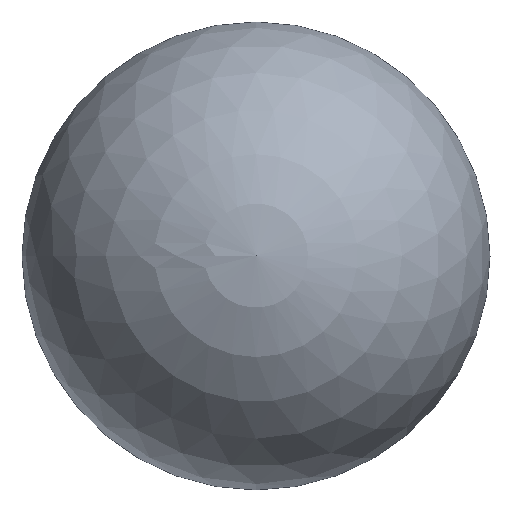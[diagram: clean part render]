
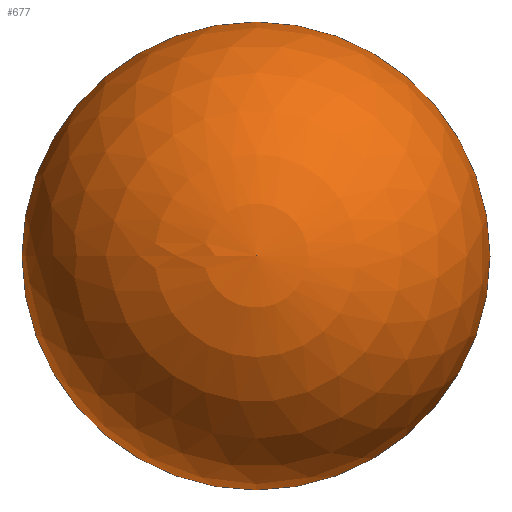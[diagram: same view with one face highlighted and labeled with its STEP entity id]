
A CAD part, top view. The second image highlights one B-rep face of the part: STEP entity #677.
In plain terms, the highlighted spherical face has radius 50 mm.
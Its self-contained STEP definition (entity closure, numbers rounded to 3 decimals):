
#18=SPHERICAL_SURFACE('',#1084,50.);
#20=FACE_OUTER_BOUND('',#22,.T.);
#22=EDGE_LOOP('',(#671,#672,#673,#674));
#407=VERTEX_POINT('',#2145);
#408=VERTEX_POINT('',#2146);
#409=VERTEX_POINT('',#2148);
#539=EDGE_CURVE('',#407,#408,#684,.T.);
#540=EDGE_CURVE('',#409,#408,#685,.T.);
#541=EDGE_CURVE('',#408,#407,#686,.T.);
#671=ORIENTED_EDGE('',*,*,#539,.T.);
#672=ORIENTED_EDGE('',*,*,#540,.F.);
#673=ORIENTED_EDGE('',*,*,#540,.T.);
#674=ORIENTED_EDGE('',*,*,#541,.T.);
#677=ADVANCED_FACE('',(#20),#18,.T.);
#684=CIRCLE('',#1085,50.);
#685=CIRCLE('',#1086,50.);
#686=CIRCLE('',#1087,50.);
#1084=AXIS2_PLACEMENT_3D('',#2144,#1220,#1221);
#1085=AXIS2_PLACEMENT_3D('',#2147,#1222,#1223);
#1086=AXIS2_PLACEMENT_3D('',#2149,#1224,#1225);
#1087=AXIS2_PLACEMENT_3D('',#2150,#1226,#1227);
#1220=DIRECTION('center_axis',(0.,0.,1.));
#1221=DIRECTION('ref_axis',(1.,0.,0.));
#1222=DIRECTION('center_axis',(0.,0.,1.));
#1223=DIRECTION('ref_axis',(0.814,-0.581,0.));
#1224=DIRECTION('center_axis',(0.,-1.,0.));
#1225=DIRECTION('ref_axis',(-1.,0.,0.));
#1226=DIRECTION('center_axis',(0.,0.,1.));
#1227=DIRECTION('ref_axis',(0.814,-0.581,0.));
#2144=CARTESIAN_POINT('Origin',(0.,0.,
0.));
#2145=CARTESIAN_POINT('',(50.,0.,0.));
#2146=CARTESIAN_POINT('',(-50.,0.,0.));
#2147=CARTESIAN_POINT('Origin',(0.,0.,
0.));
#2148=CARTESIAN_POINT('',(0.,0.,50.));
#2149=CARTESIAN_POINT('Origin',(0.,0.,
0.));
#2150=CARTESIAN_POINT('Origin',(0.,0.,
0.));
